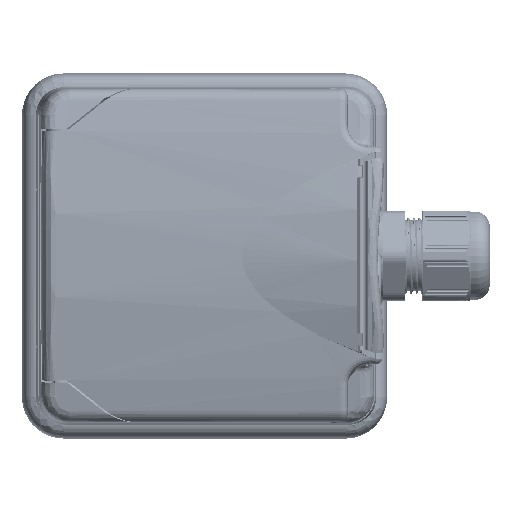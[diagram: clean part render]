
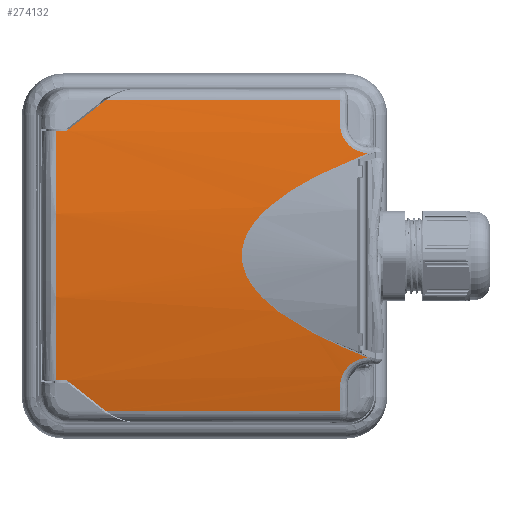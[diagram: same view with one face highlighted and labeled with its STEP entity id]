
A CAD part, top view. The second image highlights one B-rep face of the part: STEP entity #274132.
In plain terms, the highlighted cylindrical face has radius 200 mm (diameter 400 mm), a partial arc.
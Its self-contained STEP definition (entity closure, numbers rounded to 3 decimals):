
#274011=AXIS2_PLACEMENT_3D('Cylinder Axis2P3D',#274008,#274009,#274010) ;
#273689=CARTESIAN_POINT('Vertex',(-37.678,-33.5,41.886)) ;
#273692=CARTESIAN_POINT('Line Origine',(-39.185,-33.5,41.886)) ;
#273696=CARTESIAN_POINT('Vertex',(-40.693,-33.5,41.886)) ;
#273981=CARTESIAN_POINT('Control Point',(-40.693,-33.5,41.886)) ;
#273982=CARTESIAN_POINT('Control Point',(-40.685,-28.164,42.792)) ;
#273983=CARTESIAN_POINT('Control Point',(-40.679,-22.797,43.518)) ;
#273984=CARTESIAN_POINT('Control Point',(-40.674,-17.407,44.062)) ;
#273985=CARTESIAN_POINT('Control Point',(-40.666,-3.966,44.962)) ;
#273986=CARTESIAN_POINT('Control Point',(-40.668,9.512,44.728)) ;
#273987=CARTESIAN_POINT('Control Point',(-40.673,17.558,44.183)) ;
#273988=CARTESIAN_POINT('Control Point',(-40.681,25.563,43.234)) ;
#273989=CARTESIAN_POINT('Control Point',(-40.693,33.5,41.886)) ;
#273990=CARTESIAN_POINT('Vertex',(-40.693,33.5,41.886)) ;
#274008=CARTESIAN_POINT('Axis2P3D Location',(1.657,0.,-155.289)) ;
#274014=CARTESIAN_POINT('Control Point',(35.544,-35.285,41.574)) ;
#274015=CARTESIAN_POINT('Control Point',(35.548,-37.444,41.187)) ;
#274016=CARTESIAN_POINT('Control Point',(35.551,-39.596,40.765)) ;
#274017=CARTESIAN_POINT('Control Point',(35.555,-41.741,40.307)) ;
#274018=CARTESIAN_POINT('Vertex',(35.544,-35.285,41.574)) ;
#274020=CARTESIAN_POINT('Vertex',(35.555,-41.741,40.307)) ;
#274024=CARTESIAN_POINT('Control Point',(43.028,-27.45,42.818)) ;
#274025=CARTESIAN_POINT('Control Point',(40.616,-27.531,42.807)) ;
#274026=CARTESIAN_POINT('Control Point',(38.23,-28.559,42.665)) ;
#274027=CARTESIAN_POINT('Control Point',(36.418,-30.532,42.39)) ;
#274028=CARTESIAN_POINT('Control Point',(35.541,-32.913,41.999)) ;
#274029=CARTESIAN_POINT('Control Point',(35.544,-35.285,41.574)) ;
#274030=CARTESIAN_POINT('Vertex',(43.028,-27.45,42.818)) ;
#274034=CARTESIAN_POINT('Control Point',(43.028,-27.45,42.818)) ;
#274035=CARTESIAN_POINT('Control Point',(41.741,-26.953,42.887)) ;
#274036=CARTESIAN_POINT('Control Point',(40.458,-26.443,42.956)) ;
#274037=CARTESIAN_POINT('Control Point',(39.179,-25.92,43.025)) ;
#274038=CARTESIAN_POINT('Control Point',(34.295,-23.862,43.29)) ;
#274039=CARTESIAN_POINT('Control Point',(29.506,-21.584,43.554)) ;
#274040=CARTESIAN_POINT('Control Point',(26.079,-19.77,43.745)) ;
#274041=CARTESIAN_POINT('Control Point',(20.704,-16.554,44.048)) ;
#274042=CARTESIAN_POINT('Control Point',(15.885,-12.574,44.324)) ;
#274043=CARTESIAN_POINT('Control Point',(14.191,-10.96,44.422)) ;
#274044=CARTESIAN_POINT('Control Point',(11.83,-8.212,44.558)) ;
#274045=CARTESIAN_POINT('Control Point',(10.196,-5.009,44.653)) ;
#274046=CARTESIAN_POINT('Control Point',(9.733,-3.82,44.68)) ;
#274047=CARTESIAN_POINT('Control Point',(9.194,-1.667,44.712)) ;
#274048=CARTESIAN_POINT('Control Point',(9.16,0.545,44.714)) ;
#274049=CARTESIAN_POINT('Control Point',(9.244,1.485,44.709)) ;
#274050=CARTESIAN_POINT('Control Point',(9.67,3.735,44.684)) ;
#274051=CARTESIAN_POINT('Control Point',(10.575,5.848,44.631)) ;
#274052=CARTESIAN_POINT('Control Point',(11.242,7.027,44.592)) ;
#274053=CARTESIAN_POINT('Control Point',(13.493,10.313,44.462)) ;
#274054=CARTESIAN_POINT('Control Point',(16.396,13.076,44.295)) ;
#274055=CARTESIAN_POINT('Control Point',(18.447,14.727,44.177)) ;
#274056=CARTESIAN_POINT('Control Point',(22.439,17.551,43.95)) ;
#274057=CARTESIAN_POINT('Control Point',(26.668,20.,43.713)) ;
#274058=CARTESIAN_POINT('Control Point',(28.65,21.064,43.603)) ;
#274059=CARTESIAN_POINT('Control Point',(32.662,23.083,43.381)) ;
#274060=CARTESIAN_POINT('Control Point',(36.763,24.914,43.156)) ;
#274061=CARTESIAN_POINT('Control Point',(38.835,25.793,43.044)) ;
#274062=CARTESIAN_POINT('Control Point',(40.926,26.637,42.931)) ;
#274063=CARTESIAN_POINT('Control Point',(43.028,27.45,42.818)) ;
#274064=CARTESIAN_POINT('Vertex',(43.028,27.45,42.818)) ;
#274068=CARTESIAN_POINT('Control Point',(35.544,35.285,41.574)) ;
#274069=CARTESIAN_POINT('Control Point',(35.541,32.913,41.999)) ;
#274070=CARTESIAN_POINT('Control Point',(36.418,30.532,42.39)) ;
#274071=CARTESIAN_POINT('Control Point',(38.23,28.559,42.665)) ;
#274072=CARTESIAN_POINT('Control Point',(40.616,27.531,42.807)) ;
#274073=CARTESIAN_POINT('Control Point',(43.028,27.45,42.818)) ;
#274074=CARTESIAN_POINT('Vertex',(35.544,35.285,41.574)) ;
#274078=CARTESIAN_POINT('Control Point',(35.555,41.741,40.307)) ;
#274079=CARTESIAN_POINT('Control Point',(35.551,39.596,40.765)) ;
#274080=CARTESIAN_POINT('Control Point',(35.548,37.444,41.187)) ;
#274081=CARTESIAN_POINT('Control Point',(35.544,35.285,41.574)) ;
#274082=CARTESIAN_POINT('Vertex',(35.555,41.741,40.307)) ;
#274085=CARTESIAN_POINT('Line Origine',(1.657,41.741,40.307)) ;
#274089=CARTESIAN_POINT('Vertex',(-27.205,41.741,40.307)) ;
#274093=CARTESIAN_POINT('Control Point',(-37.678,33.5,41.886)) ;
#274094=CARTESIAN_POINT('Control Point',(-34.215,36.292,41.411)) ;
#274095=CARTESIAN_POINT('Control Point',(-30.723,39.038,40.884)) ;
#274096=CARTESIAN_POINT('Control Point',(-27.205,41.741,40.307)) ;
#274097=CARTESIAN_POINT('Vertex',(-37.678,33.5,41.886)) ;
#274100=CARTESIAN_POINT('Line Origine',(1.657,33.5,41.886)) ;
#274106=CARTESIAN_POINT('Control Point',(-37.678,-33.5,41.886)) ;
#274107=CARTESIAN_POINT('Control Point',(-34.215,-36.292,41.411)) ;
#274108=CARTESIAN_POINT('Control Point',(-30.723,-39.038,40.884)) ;
#274109=CARTESIAN_POINT('Control Point',(-27.205,-41.741,40.307)) ;
#274110=CARTESIAN_POINT('Vertex',(-27.205,-41.741,40.307)) ;
#274113=CARTESIAN_POINT('Line Origine',(1.657,-41.741,40.307)) ;
#273693=DIRECTION('Vector Direction',(-1.,0.,0.)) ;
#274009=DIRECTION('Axis2P3D Direction',(-1.,0.,-0.)) ;
#274010=DIRECTION('Axis2P3D XDirection',(0.,-0.225,0.974)) ;
#274086=DIRECTION('Vector Direction',(-1.,0.,0.)) ;
#274101=DIRECTION('Vector Direction',(-1.,0.,0.)) ;
#274114=DIRECTION('Vector Direction',(-1.,0.,0.)) ;
#273694=VECTOR('Line Direction',#273693,1.) ;
#274087=VECTOR('Line Direction',#274086,1.) ;
#274102=VECTOR('Line Direction',#274101,1.) ;
#274115=VECTOR('Line Direction',#274114,1.) ;
#274119=ORIENTED_EDGE('',*,*,#274022,.F.) ;
#274120=ORIENTED_EDGE('',*,*,#274032,.F.) ;
#274121=ORIENTED_EDGE('',*,*,#274066,.F.) ;
#274122=ORIENTED_EDGE('',*,*,#274076,.F.) ;
#274123=ORIENTED_EDGE('',*,*,#274084,.F.) ;
#274124=ORIENTED_EDGE('',*,*,#274091,.T.) ;
#274125=ORIENTED_EDGE('',*,*,#274099,.F.) ;
#274126=ORIENTED_EDGE('',*,*,#274104,.T.) ;
#274127=ORIENTED_EDGE('',*,*,#273992,.T.) ;
#274128=ORIENTED_EDGE('',*,*,#273698,.F.) ;
#274129=ORIENTED_EDGE('',*,*,#274112,.T.) ;
#274130=ORIENTED_EDGE('',*,*,#274117,.T.) ;
#274132=ADVANCED_FACE('0098276.1\\Corps principal ( *SOL4 - wsp *MASTER -  _erreur_pendant_op\X2\00E9\X0\ration_Coller )',(#274131),#274012,.T.) ;
#273980=B_SPLINE_CURVE_WITH_KNOTS('',5,(#273981,#273982,#273983,#273984,#273985,#273986,#273987,#273988,#273989),.UNSPECIFIED.,.F.,.U.,(6,3,6),(43.932,81.848,138.245),.UNSPECIFIED.) ;
#274013=B_SPLINE_CURVE_WITH_KNOTS('',3,(#274014,#274015,#274016,#274017),.UNSPECIFIED.,.F.,.U.,(4,4),(132.752,142.011),.UNSPECIFIED.) ;
#274023=B_SPLINE_CURVE_WITH_KNOTS('',5,(#274024,#274025,#274026,#274027,#274028,#274029),.UNSPECIFIED.,.F.,.U.,(6,6),(23.456,38.479),.UNSPECIFIED.) ;
#274033=B_SPLINE_CURVE_WITH_KNOTS('',5,(#274034,#274035,#274036,#274037,#274038,#274039,#274040,#274041,#274042,#274043,#274044,#274045,#274046,#274047,#274048,#274049,#274050,#274051,#274052,#274053,#274054,#274055,#274056,#274057,#274058,#274059,#274060,#274061,#274062,#274063),.UNSPECIFIED.,.F.,.U.,(6,3,3,3,3,3,3,3,3,6),(31.78,41.558,69.278,85.656,94.552,101.165,110.622,129.203,145.15,161.098),.UNSPECIFIED.) ;
#274067=B_SPLINE_CURVE_WITH_KNOTS('',5,(#274068,#274069,#274070,#274071,#274072,#274073),.UNSPECIFIED.,.F.,.U.,(6,6),(23.054,38.078),.UNSPECIFIED.) ;
#274077=B_SPLINE_CURVE_WITH_KNOTS('',3,(#274078,#274079,#274080,#274081),.UNSPECIFIED.,.F.,.U.,(4,4),(23.668,32.927),.UNSPECIFIED.) ;
#274092=B_SPLINE_CURVE_WITH_KNOTS('',3,(#274093,#274094,#274095,#274096),.UNSPECIFIED.,.F.,.U.,(4,4),(1.181,20.159),.UNSPECIFIED.) ;
#274105=B_SPLINE_CURVE_WITH_KNOTS('',3,(#274106,#274107,#274108,#274109),.UNSPECIFIED.,.F.,.U.,(4,4),(1.181,20.159),.UNSPECIFIED.) ;
#274012=CYLINDRICAL_SURFACE('generated cylinder',#274011,200.) ;
#273698=EDGE_CURVE('',#273690,#273697,#273695,.T.) ;
#273992=EDGE_CURVE('',#273991,#273697,#273980,.F.) ;
#274022=EDGE_CURVE('',#274019,#274021,#274013,.T.) ;
#274032=EDGE_CURVE('',#274031,#274019,#274023,.T.) ;
#274066=EDGE_CURVE('',#274065,#274031,#274033,.F.) ;
#274076=EDGE_CURVE('',#274075,#274065,#274067,.T.) ;
#274084=EDGE_CURVE('',#274083,#274075,#274077,.T.) ;
#274091=EDGE_CURVE('',#274083,#274090,#274088,.T.) ;
#274099=EDGE_CURVE('',#274098,#274090,#274092,.T.) ;
#274104=EDGE_CURVE('',#274098,#273991,#274103,.T.) ;
#274112=EDGE_CURVE('',#273690,#274111,#274105,.T.) ;
#274117=EDGE_CURVE('',#274111,#274021,#274116,.F.) ;
#274118=EDGE_LOOP('',(#274119,#274120,#274121,#274122,#274123,#274124,#274125,#274126,#274127,#274128,#274129,#274130)) ;
#274131=FACE_OUTER_BOUND('',#274118,.T.) ;
#273695=LINE('Line',#273692,#273694) ;
#274088=LINE('Line',#274085,#274087) ;
#274103=LINE('Line',#274100,#274102) ;
#274116=LINE('Line',#274113,#274115) ;
#273690=VERTEX_POINT('',#273689) ;
#273697=VERTEX_POINT('',#273696) ;
#273991=VERTEX_POINT('',#273990) ;
#274019=VERTEX_POINT('',#274018) ;
#274021=VERTEX_POINT('',#274020) ;
#274031=VERTEX_POINT('',#274030) ;
#274065=VERTEX_POINT('',#274064) ;
#274075=VERTEX_POINT('',#274074) ;
#274083=VERTEX_POINT('',#274082) ;
#274090=VERTEX_POINT('',#274089) ;
#274098=VERTEX_POINT('',#274097) ;
#274111=VERTEX_POINT('',#274110) ;
